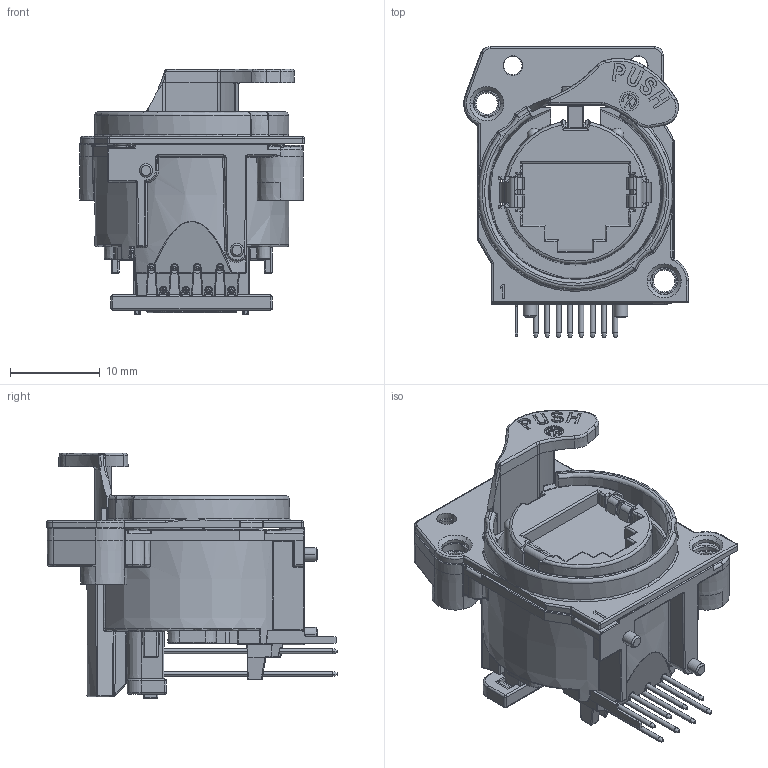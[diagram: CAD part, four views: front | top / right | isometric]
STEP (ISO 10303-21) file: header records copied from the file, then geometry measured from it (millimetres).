
FILE_DESCRIPTION((''),'2;1');
FILE_NAME('30010244','2023-01-26T08:59:37',('SYSTEM'),(''),'CREO PARAMETRIC BY PTC INC, 2021184','CREO PARAMETRIC BY PTC INC, 2021184','');
FILE_SCHEMA(('CONFIG_CONTROL_DESIGN'));
Products named in the file (1): 30010244
Bounding box: 25.1 x 32.4 x 27.4 mm (x, y, z)
Volume: 5590.1 mm3; surface area: 8013.3 mm2
Topology: 5 solids, 5 shells, 2355 faces, 5837 edges, 3472 vertices
Faces by surface type: plane 782, cylinder 736, bspline 326, torus 182, sphere 165, cone 113, extrusion 51
Entity records: 83760 total; most frequent: CARTESIAN_POINT 30198, ORIENTED_EDGE 11674, DIRECTION 10622, EDGE_CURVE 5837, AXIS2_PLACEMENT_3D 3907, VERTEX_POINT 3472, VECTOR 2808, LINE 2757
